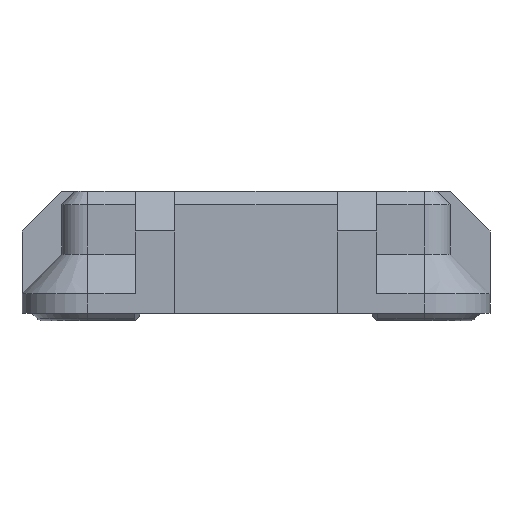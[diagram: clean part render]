
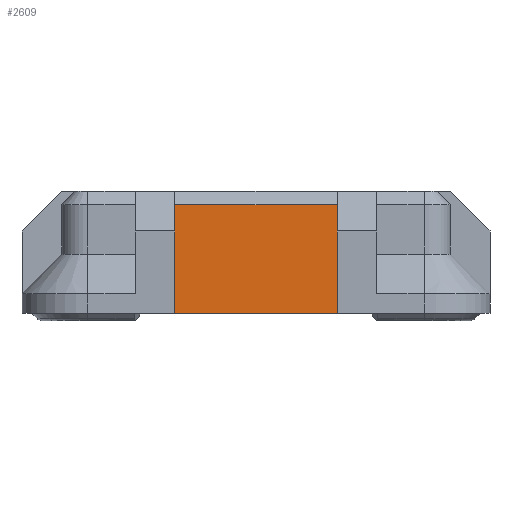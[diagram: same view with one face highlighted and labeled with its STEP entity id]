
A CAD part, front view. The second image highlights one B-rep face of the part: STEP entity #2609.
In plain terms, the highlighted planar face has unit normal (0, -1, 0).
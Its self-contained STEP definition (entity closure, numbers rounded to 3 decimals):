
#122=PLANE('',#2816);
#253=FACE_OUTER_BOUND('',#410,.T.);
#410=EDGE_LOOP('',(#2230,#2231,#2232,#2233));
#505=LINE('',#3751,#806);
#639=LINE('',#4102,#940);
#650=LINE('',#4123,#951);
#690=LINE('',#4203,#991);
#806=VECTOR('',#3003,10.);
#940=VECTOR('',#3337,10.);
#951=VECTOR('',#3354,10.);
#991=VECTOR('',#3418,10.);
#1159=VERTEX_POINT('',#3720);
#1174=VERTEX_POINT('',#3749);
#1291=VERTEX_POINT('',#4101);
#1298=VERTEX_POINT('',#4121);
#1425=EDGE_CURVE('',#1174,#1159,#505,.T.);
#1599=EDGE_CURVE('',#1159,#1291,#639,.T.);
#1610=EDGE_CURVE('',#1174,#1298,#650,.T.);
#1650=EDGE_CURVE('',#1291,#1298,#690,.T.);
#2230=ORIENTED_EDGE('',*,*,#1610,.T.);
#2231=ORIENTED_EDGE('',*,*,#1650,.F.);
#2232=ORIENTED_EDGE('',*,*,#1599,.F.);
#2233=ORIENTED_EDGE('',*,*,#1425,.F.);
#2609=ADVANCED_FACE('',(#253),#122,.T.);
#2816=AXIS2_PLACEMENT_3D('',#4202,#3416,#3417);
#3003=DIRECTION('',(-1.,0.,0.));
#3337=DIRECTION('',(0.,0.,1.));
#3354=DIRECTION('',(0.,0.,1.));
#3416=DIRECTION('center_axis',(0.,-1.,0.));
#3417=DIRECTION('ref_axis',(0.,0.,-1.));
#3418=DIRECTION('',(1.,0.,0.));
#3720=CARTESIAN_POINT('',(15.167,-2.,16.5));
#3749=CARTESIAN_POINT('',(39.833,-2.,16.5));
#3751=CARTESIAN_POINT('',(20.917,-2.,16.5));
#4101=CARTESIAN_POINT('',(15.167,-2.,33.));
#4102=CARTESIAN_POINT('',(15.167,-2.,0.));
#4121=CARTESIAN_POINT('',(39.833,-2.,33.));
#4123=CARTESIAN_POINT('',(39.833,-2.,24.75));
#4202=CARTESIAN_POINT('Origin',(2.,-2.,33.));
#4203=CARTESIAN_POINT('',(2.,-2.,33.));
